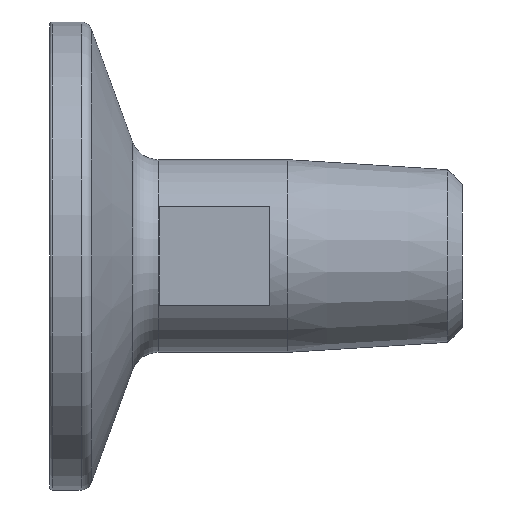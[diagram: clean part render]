
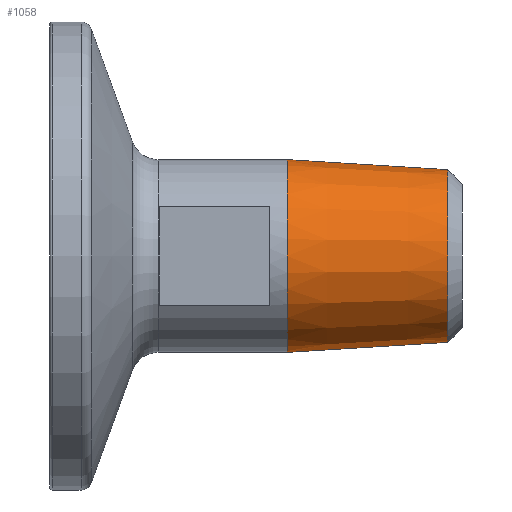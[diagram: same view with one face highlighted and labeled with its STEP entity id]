
A CAD part, front view. The second image highlights one B-rep face of the part: STEP entity #1058.
In plain terms, the highlighted conical face has half-angle 3.576 degrees and reference radius 6.204 mm.
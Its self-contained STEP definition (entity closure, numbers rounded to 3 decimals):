
#11 = CONICAL_SURFACE ( 'NONE', #94, 6.204, 0.062 ) ;
#61 = CARTESIAN_POINT ( 'NONE',  ( 28.933, 0., -6.271 ) ) ;
#76 = AXIS2_PLACEMENT_3D ( 'NONE', #820, #682, #168 ) ;
#78 = VECTOR ( 'NONE', #416, 1000. ) ;
#94 = AXIS2_PLACEMENT_3D ( 'NONE', #1009, #1001, #754 ) ;
#157 = AXIS2_PLACEMENT_3D ( 'NONE', #374, #548, #222 ) ;
#168 = DIRECTION ( 'NONE',  ( 0., 0., -1. ) ) ;
#222 = DIRECTION ( 'NONE',  ( 0., 0., 1. ) ) ;
#240 = CARTESIAN_POINT ( 'NONE',  ( 30., 0., -6.204 ) ) ;
#247 = DIRECTION ( 'NONE',  ( -0.998, 0., -0.062 ) ) ;
#296 = ORIENTED_EDGE ( 'NONE', *, *, #792, .T. ) ;
#374 = CARTESIAN_POINT ( 'NONE',  ( 17.269, 0., 0. ) ) ;
#416 = DIRECTION ( 'NONE',  ( -0.998, 0., 0.062 ) ) ;
#419 = VERTEX_POINT ( 'NONE', #647 ) ;
#469 = CIRCLE ( 'NONE', #76, 6.271 ) ;
#498 = ORIENTED_EDGE ( 'NONE', *, *, #499, .T. ) ;
#499 = EDGE_CURVE ( 'NONE', #573, #684, #469, .T. ) ;
#520 = FACE_OUTER_BOUND ( 'NONE', #592, .T. ) ;
#548 = DIRECTION ( 'NONE',  ( -1., 0., 0. ) ) ;
#557 = VECTOR ( 'NONE', #247, 1000. ) ;
#573 = VERTEX_POINT ( 'NONE', #61 ) ;
#583 = LINE ( 'NONE', #1057, #78 ) ;
#592 = EDGE_LOOP ( 'NONE', ( #921, #498, #296, #755 ) ) ;
#647 = CARTESIAN_POINT ( 'NONE',  ( 17.269, 0., 7. ) ) ;
#656 = EDGE_CURVE ( 'NONE', #824, #419, #811, .T. ) ;
#682 = DIRECTION ( 'NONE',  ( -1., 0., 0. ) ) ;
#684 = VERTEX_POINT ( 'NONE', #947 ) ;
#719 = EDGE_CURVE ( 'NONE', #573, #824, #892, .T. ) ;
#754 = DIRECTION ( 'NONE',  ( 0., 0., 1. ) ) ;
#755 = ORIENTED_EDGE ( 'NONE', *, *, #656, .F. ) ;
#792 = EDGE_CURVE ( 'NONE', #684, #419, #583, .T. ) ;
#811 = CIRCLE ( 'NONE', #157, 7. ) ;
#820 = CARTESIAN_POINT ( 'NONE',  ( 28.933, 0., 0. ) ) ;
#824 = VERTEX_POINT ( 'NONE', #977 ) ;
#892 = LINE ( 'NONE', #240, #557 ) ;
#921 = ORIENTED_EDGE ( 'NONE', *, *, #719, .F. ) ;
#947 = CARTESIAN_POINT ( 'NONE',  ( 28.933, 0., 6.271 ) ) ;
#977 = CARTESIAN_POINT ( 'NONE',  ( 17.269, 0., -7. ) ) ;
#1001 = DIRECTION ( 'NONE',  ( -1., 0., 0. ) ) ;
#1009 = CARTESIAN_POINT ( 'NONE',  ( 30., 0., 0. ) ) ;
#1057 = CARTESIAN_POINT ( 'NONE',  ( 30., 0., 6.204 ) ) ;
#1058 = ADVANCED_FACE ( 'NONE', ( #520 ), #11, .T. ) ;
